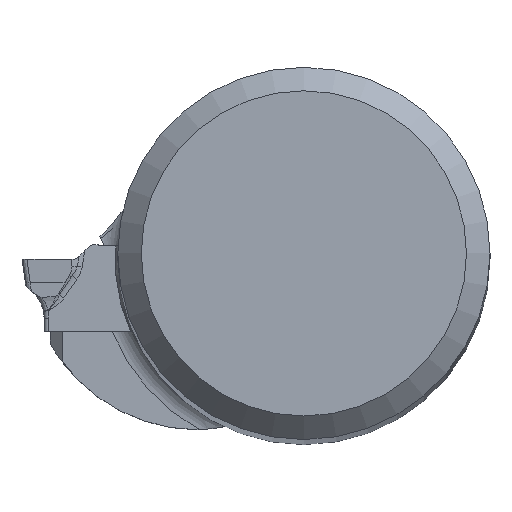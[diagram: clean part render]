
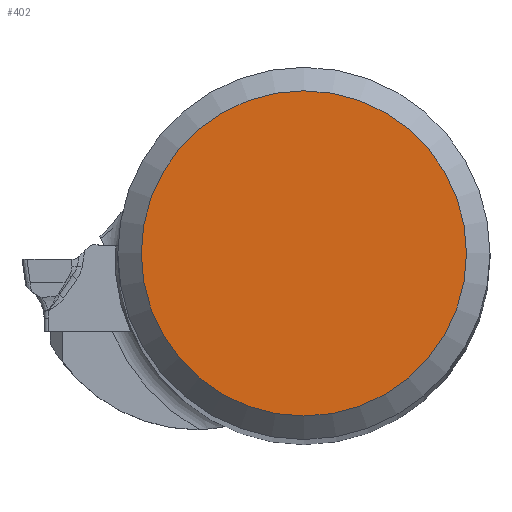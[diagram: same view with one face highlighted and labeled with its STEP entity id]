
A CAD part, top view. The second image highlights one B-rep face of the part: STEP entity #402.
In plain terms, the highlighted planar face has unit normal (0, 0, 1).
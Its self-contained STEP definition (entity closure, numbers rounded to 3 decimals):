
#210=FACE_OUTER_BOUND('',#904,.T.);
#319=CIRCLE('',#2382,6.924);
#402=ADVANCED_FACE('TB_BL_N5_SU8',(#210),#520,.F.);
#520=PLANE('',#2383);
#904=EDGE_LOOP('',(#1164));
#1164=ORIENTED_EDGE('',*,*,#1958,.T.);
#1719=VERTEX_POINT('',#3497);
#1958=EDGE_CURVE('',#1719,#1719,#319,.T.);
#2382=AXIS2_PLACEMENT_3D('',#3496,#2712,#2713);
#2383=AXIS2_PLACEMENT_3D('',#3498,#2714,#2715);
#2712=DIRECTION('',(0.,0.,1.));
#2713=DIRECTION('',(1.,0.,0.));
#2714=DIRECTION('',(0.,0.,-1.));
#2715=DIRECTION('',(-1.,0.,0.));
#3496=CARTESIAN_POINT('',(0.,0.,0.));
#3497=CARTESIAN_POINT('',(6.924,0.,0.));
#3498=CARTESIAN_POINT('',(6.924,0.,0.));
